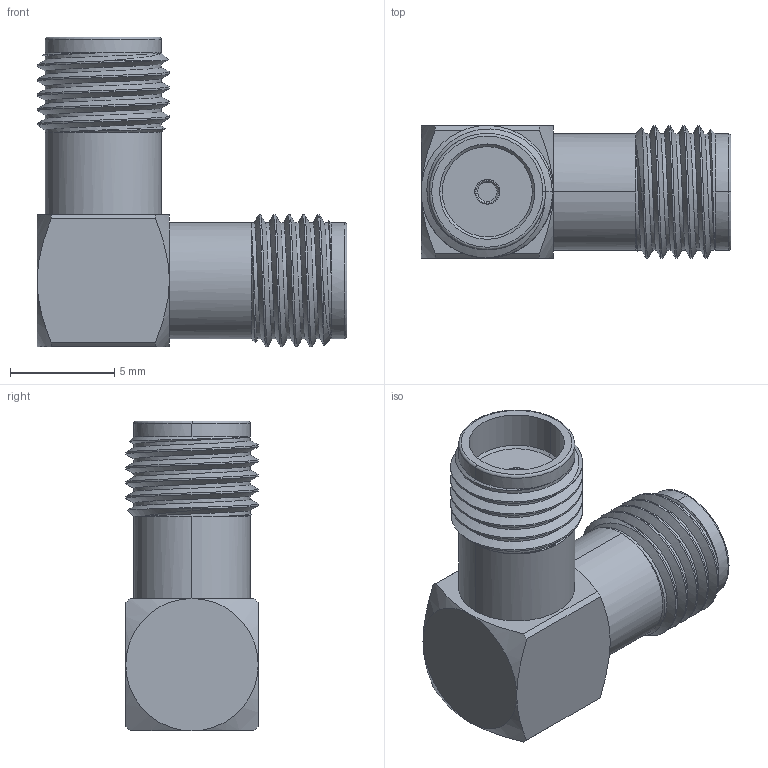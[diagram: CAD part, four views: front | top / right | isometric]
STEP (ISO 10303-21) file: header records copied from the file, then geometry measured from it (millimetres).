
FILE_DESCRIPTION (( 'STEP AP214' ), '1' );
FILE_NAME ('SM5276_3D.step', '2024-01-29T15:46:09', ( '' ), ( '' ), 'SwSTEP 2.0', 'SolidWorks 2022', '' );
FILE_SCHEMA (( 'AUTOMOTIVE_DESIGN' ));
Length unit declared in the file: inch
Products named in the file (1): SM5276_3D
Bounding box: 14.86 x 6.35 x 14.86 mm (x, y, z)
Volume: 622.4 mm3; surface area: 693.8 mm2
Topology: 1 solids, 1 shells, 112 faces, 280 edges, 176 vertices
Faces by surface type: cylinder 44, cone 30, plane 28, bspline 6, torus 4
Entity records: 6982 total; most frequent: CARTESIAN_POINT 4457, ORIENTED_EDGE 560, DIRECTION 482, EDGE_CURVE 280, AXIS2_PLACEMENT_3D 195, VERTEX_POINT 176, EDGE_LOOP 118, ADVANCED_FACE 112
